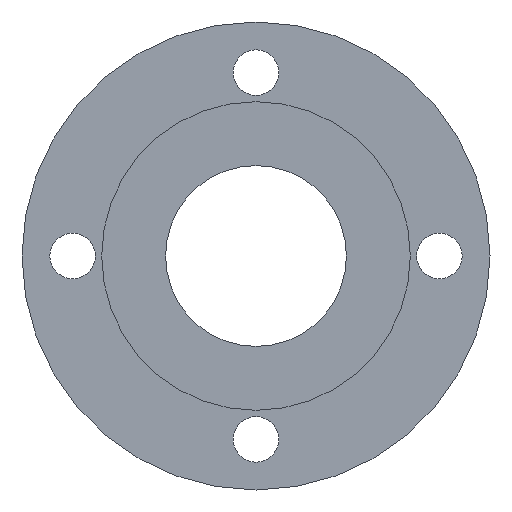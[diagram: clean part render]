
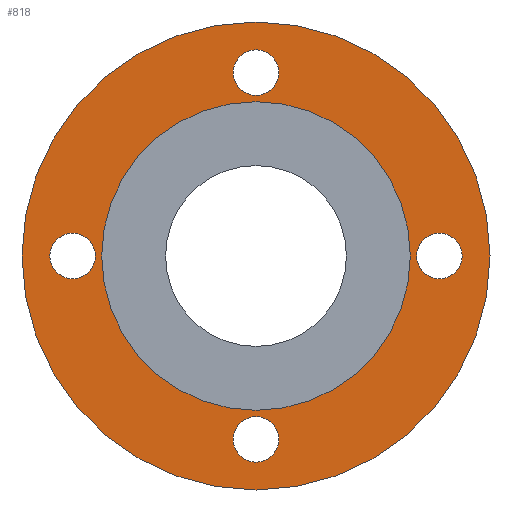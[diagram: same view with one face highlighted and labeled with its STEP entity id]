
A CAD part, front view. The second image highlights one B-rep face of the part: STEP entity #818.
In plain terms, the highlighted planar face has unit normal (0, -1, 0).
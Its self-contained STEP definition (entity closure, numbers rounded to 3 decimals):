
#6 = AXIS2_PLACEMENT_3D ( 'NONE', #495, #430, #700 ) ;
#11 = EDGE_CURVE ( 'NONE', #304, #738, #468, .T. ) ;
#14 = VERTEX_POINT ( 'NONE', #569 ) ;
#18 = EDGE_CURVE ( 'NONE', #493, #21, #20, .T. ) ;
#20 = CIRCLE ( 'NONE', #241, 9. ) ;
#21 = VERTEX_POINT ( 'NONE', #383 ) ;
#29 = DIRECTION ( 'NONE',  ( 0., -1., 0. ) ) ;
#32 = EDGE_LOOP ( 'NONE', ( #427, #701 ) ) ;
#33 = FACE_BOUND ( 'NONE', #335, .T. ) ;
#42 = FACE_BOUND ( 'NONE', #291, .T. ) ;
#43 = DIRECTION ( 'NONE',  ( -1., 0., 0. ) ) ;
#47 = EDGE_LOOP ( 'NONE', ( #679, #354 ) ) ;
#48 = CIRCLE ( 'NONE', #58, 9. ) ;
#58 = AXIS2_PLACEMENT_3D ( 'NONE', #533, #769, #748 ) ;
#59 = AXIS2_PLACEMENT_3D ( 'NONE', #252, #858, #464 ) ;
#70 = CARTESIAN_POINT ( 'NONE',  ( 0., 1.6, 63.5 ) ) ;
#99 = EDGE_LOOP ( 'NONE', ( #380, #802 ) ) ;
#103 = CARTESIAN_POINT ( 'NONE',  ( 72.5, 1.6, 0. ) ) ;
#105 = DIRECTION ( 'NONE',  ( 0., 0., -1. ) ) ;
#115 = EDGE_CURVE ( 'NONE', #343, #14, #666, .T. ) ;
#142 = DIRECTION ( 'NONE',  ( 0., -1., 0. ) ) ;
#152 = VERTEX_POINT ( 'NONE', #198 ) ;
#176 = DIRECTION ( 'NONE',  ( 0., 0., 1. ) ) ;
#178 = CIRCLE ( 'NONE', #399, 92.5 ) ;
#180 = CIRCLE ( 'NONE', #452, 9. ) ;
#182 = CARTESIAN_POINT ( 'NONE',  ( 0., 1.6, 61. ) ) ;
#198 = CARTESIAN_POINT ( 'NONE',  ( -81.5, 1.6, 0. ) ) ;
#200 = CIRCLE ( 'NONE', #362, 9. ) ;
#208 = ORIENTED_EDGE ( 'NONE', *, *, #715, .T. ) ;
#225 = DIRECTION ( 'NONE',  ( 0., -1., 0. ) ) ;
#226 = DIRECTION ( 'NONE',  ( 0., -1., 0. ) ) ;
#234 = CIRCLE ( 'NONE', #721, 92.5 ) ;
#240 = CARTESIAN_POINT ( 'NONE',  ( 81.5, 1.6, 0. ) ) ;
#241 = AXIS2_PLACEMENT_3D ( 'NONE', #503, #225, #849 ) ;
#252 = CARTESIAN_POINT ( 'NONE',  ( 72.5, 1.6, 0. ) ) ;
#259 = DIRECTION ( 'NONE',  ( 0., 0., -1. ) ) ;
#266 = DIRECTION ( 'NONE',  ( 0., 0., 1. ) ) ;
#285 = EDGE_CURVE ( 'NONE', #738, #304, #287, .T. ) ;
#287 = CIRCLE ( 'NONE', #629, 9. ) ;
#291 = EDGE_LOOP ( 'NONE', ( #463, #208 ) ) ;
#293 = ORIENTED_EDGE ( 'NONE', *, *, #513, .F. ) ;
#294 = CARTESIAN_POINT ( 'NONE',  ( 0., 1.6, -92.5 ) ) ;
#298 = DIRECTION ( 'NONE',  ( 0., 0., -1. ) ) ;
#302 = FACE_BOUND ( 'NONE', #47, .T. ) ;
#304 = VERTEX_POINT ( 'NONE', #669 ) ;
#317 = DIRECTION ( 'NONE',  ( 0., 0., 1. ) ) ;
#318 = EDGE_CURVE ( 'NONE', #822, #152, #48, .T. ) ;
#329 = DIRECTION ( 'NONE',  ( 0., -1., 0. ) ) ;
#330 = CIRCLE ( 'NONE', #59, 9. ) ;
#335 = EDGE_LOOP ( 'NONE', ( #762, #764 ) ) ;
#336 = DIRECTION ( 'NONE',  ( 0., 1., 0. ) ) ;
#343 = VERTEX_POINT ( 'NONE', #707 ) ;
#354 = ORIENTED_EDGE ( 'NONE', *, *, #11, .F. ) ;
#357 = EDGE_CURVE ( 'NONE', #744, #854, #360, .T. ) ;
#360 = CIRCLE ( 'NONE', #398, 9. ) ;
#362 = AXIS2_PLACEMENT_3D ( 'NONE', #483, #142, #43 ) ;
#366 = DIRECTION ( 'NONE',  ( 0., -1., 0. ) ) ;
#377 = DIRECTION ( 'NONE',  ( 0., -1., 0. ) ) ;
#380 = ORIENTED_EDGE ( 'NONE', *, *, #18, .F. ) ;
#383 = CARTESIAN_POINT ( 'NONE',  ( 0., 1.6, 81.5 ) ) ;
#393 = CARTESIAN_POINT ( 'NONE',  ( 0., 1.6, -72.5 ) ) ;
#398 = AXIS2_PLACEMENT_3D ( 'NONE', #103, #377, #647 ) ;
#399 = AXIS2_PLACEMENT_3D ( 'NONE', #419, #691, #176 ) ;
#402 = CARTESIAN_POINT ( 'NONE',  ( 0., 1.6, 0. ) ) ;
#404 = EDGE_CURVE ( 'NONE', #447, #704, #178, .T. ) ;
#419 = CARTESIAN_POINT ( 'NONE',  ( 0., 1.6, 0. ) ) ;
#427 = ORIENTED_EDGE ( 'NONE', *, *, #404, .F. ) ;
#430 = DIRECTION ( 'NONE',  ( 0., 1., 0. ) ) ;
#447 = VERTEX_POINT ( 'NONE', #838 ) ;
#452 = AXIS2_PLACEMENT_3D ( 'NONE', #827, #226, #317 ) ;
#453 = EDGE_CURVE ( 'NONE', #152, #822, #200, .T. ) ;
#454 = CARTESIAN_POINT ( 'NONE',  ( 0., 1.6, 0. ) ) ;
#463 = ORIENTED_EDGE ( 'NONE', *, *, #115, .T. ) ;
#464 = DIRECTION ( 'NONE',  ( 1., 0., 0. ) ) ;
#468 = CIRCLE ( 'NONE', #588, 9. ) ;
#478 = AXIS2_PLACEMENT_3D ( 'NONE', #454, #719, #661 ) ;
#483 = CARTESIAN_POINT ( 'NONE',  ( -72.5, 1.6, 0. ) ) ;
#486 = ORIENTED_EDGE ( 'NONE', *, *, #357, .F. ) ;
#493 = VERTEX_POINT ( 'NONE', #70 ) ;
#495 = CARTESIAN_POINT ( 'NONE',  ( 0., 1.6, 0. ) ) ;
#500 = FACE_OUTER_BOUND ( 'NONE', #32, .T. ) ;
#501 = CIRCLE ( 'NONE', #6, 61. ) ;
#503 = CARTESIAN_POINT ( 'NONE',  ( 0., 1.6, 72.5 ) ) ;
#513 = EDGE_CURVE ( 'NONE', #854, #744, #330, .T. ) ;
#533 = CARTESIAN_POINT ( 'NONE',  ( -72.5, 1.6, 0. ) ) ;
#544 = EDGE_LOOP ( 'NONE', ( #486, #293 ) ) ;
#569 = CARTESIAN_POINT ( 'NONE',  ( 0., 1.6, -61. ) ) ;
#571 = EDGE_CURVE ( 'NONE', #704, #447, #234, .T. ) ;
#574 = CARTESIAN_POINT ( 'NONE',  ( -63.5, 1.6, 0. ) ) ;
#588 = AXIS2_PLACEMENT_3D ( 'NONE', #706, #29, #298 ) ;
#629 = AXIS2_PLACEMENT_3D ( 'NONE', #393, #329, #259 ) ;
#644 = CARTESIAN_POINT ( 'NONE',  ( 0., 1.6, -63.5 ) ) ;
#647 = DIRECTION ( 'NONE',  ( 1., 0., 0. ) ) ;
#649 = FACE_BOUND ( 'NONE', #99, .T. ) ;
#661 = DIRECTION ( 'NONE',  ( 0., 0., 1. ) ) ;
#666 = CIRCLE ( 'NONE', #478, 61. ) ;
#669 = CARTESIAN_POINT ( 'NONE',  ( 0., 1.6, -81.5 ) ) ;
#677 = AXIS2_PLACEMENT_3D ( 'NONE', #182, #366, #105 ) ;
#679 = ORIENTED_EDGE ( 'NONE', *, *, #285, .F. ) ;
#691 = DIRECTION ( 'NONE',  ( 0., 1., 0. ) ) ;
#700 = DIRECTION ( 'NONE',  ( 0., 0., 1. ) ) ;
#701 = ORIENTED_EDGE ( 'NONE', *, *, #571, .F. ) ;
#704 = VERTEX_POINT ( 'NONE', #294 ) ;
#706 = CARTESIAN_POINT ( 'NONE',  ( 0., 1.6, -72.5 ) ) ;
#707 = CARTESIAN_POINT ( 'NONE',  ( 0., 1.6, 61. ) ) ;
#709 = CARTESIAN_POINT ( 'NONE',  ( 63.5, 1.6, 0. ) ) ;
#715 = EDGE_CURVE ( 'NONE', #14, #343, #501, .T. ) ;
#719 = DIRECTION ( 'NONE',  ( 0., 1., 0. ) ) ;
#721 = AXIS2_PLACEMENT_3D ( 'NONE', #402, #336, #266 ) ;
#738 = VERTEX_POINT ( 'NONE', #644 ) ;
#744 = VERTEX_POINT ( 'NONE', #709 ) ;
#748 = DIRECTION ( 'NONE',  ( -1., 0., 0. ) ) ;
#762 = ORIENTED_EDGE ( 'NONE', *, *, #318, .F. ) ;
#764 = ORIENTED_EDGE ( 'NONE', *, *, #453, .F. ) ;
#769 = DIRECTION ( 'NONE',  ( 0., -1., 0. ) ) ;
#772 = PLANE ( 'NONE',  #677 ) ;
#802 = ORIENTED_EDGE ( 'NONE', *, *, #813, .F. ) ;
#813 = EDGE_CURVE ( 'NONE', #21, #493, #180, .T. ) ;
#818 = ADVANCED_FACE ( 'NONE', ( #33, #649, #846, #302, #42, #500 ), #772, .T. ) ;
#822 = VERTEX_POINT ( 'NONE', #574 ) ;
#827 = CARTESIAN_POINT ( 'NONE',  ( 0., 1.6, 72.5 ) ) ;
#838 = CARTESIAN_POINT ( 'NONE',  ( 0., 1.6, 92.5 ) ) ;
#846 = FACE_BOUND ( 'NONE', #544, .T. ) ;
#849 = DIRECTION ( 'NONE',  ( 0., 0., 1. ) ) ;
#854 = VERTEX_POINT ( 'NONE', #240 ) ;
#858 = DIRECTION ( 'NONE',  ( 0., -1., 0. ) ) ;
